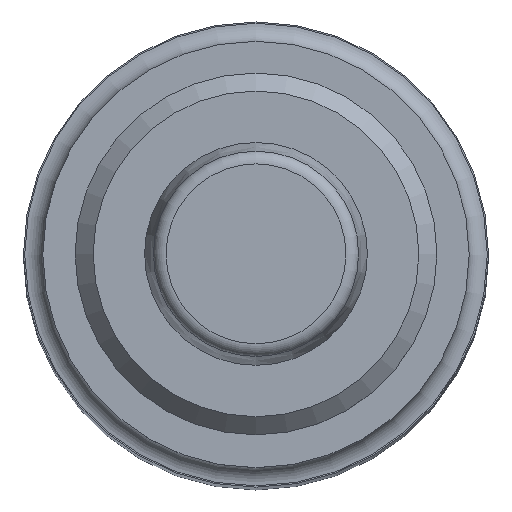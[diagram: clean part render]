
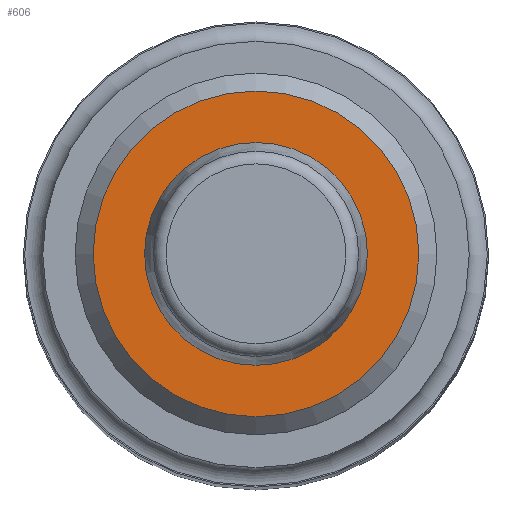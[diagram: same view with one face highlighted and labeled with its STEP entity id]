
A CAD part, top view. The second image highlights one B-rep face of the part: STEP entity #606.
In plain terms, the highlighted planar face has unit normal (0, 0, 1).
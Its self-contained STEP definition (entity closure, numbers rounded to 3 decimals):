
#120=PLANE('',#847);
#157=CIRCLE('',#848,6.3);
#158=CIRCLE('',#849,4.312);
#249=ORIENTED_EDGE('',*,*,#359,.F.);
#250=ORIENTED_EDGE('',*,*,#360,.F.);
#359=EDGE_CURVE('',#415,#415,#157,.T.);
#360=EDGE_CURVE('',#416,#416,#158,.F.);
#415=VERTEX_POINT('',#1210);
#416=VERTEX_POINT('',#1212);
#476=EDGE_LOOP('',(#249));
#477=EDGE_LOOP('',(#250));
#540=FACE_BOUND('',#476,.T.);
#541=FACE_BOUND('',#477,.T.);
#606=ADVANCED_FACE('',(#540,#541),#120,.F.);
#847=AXIS2_PLACEMENT_3D('',#1208,#998,#999);
#848=AXIS2_PLACEMENT_3D('',#1209,#1000,#1001);
#849=AXIS2_PLACEMENT_3D('',#1211,#1002,#1003);
#998=DIRECTION('',(0.,0.,-1.));
#999=DIRECTION('',(-1.,0.,0.));
#1000=DIRECTION('',(0.,0.,-1.));
#1001=DIRECTION('',(-1.,0.,0.));
#1002=DIRECTION('',(0.,0.,-1.));
#1003=DIRECTION('',(-1.,0.,0.));
#1208=CARTESIAN_POINT('',(0.,0.,0.));
#1209=CARTESIAN_POINT('',(0.,0.,0.));
#1210=CARTESIAN_POINT('',(-6.3,0.,0.));
#1211=CARTESIAN_POINT('',(0.,0.,0.));
#1212=CARTESIAN_POINT('',(-4.312,0.,0.));
